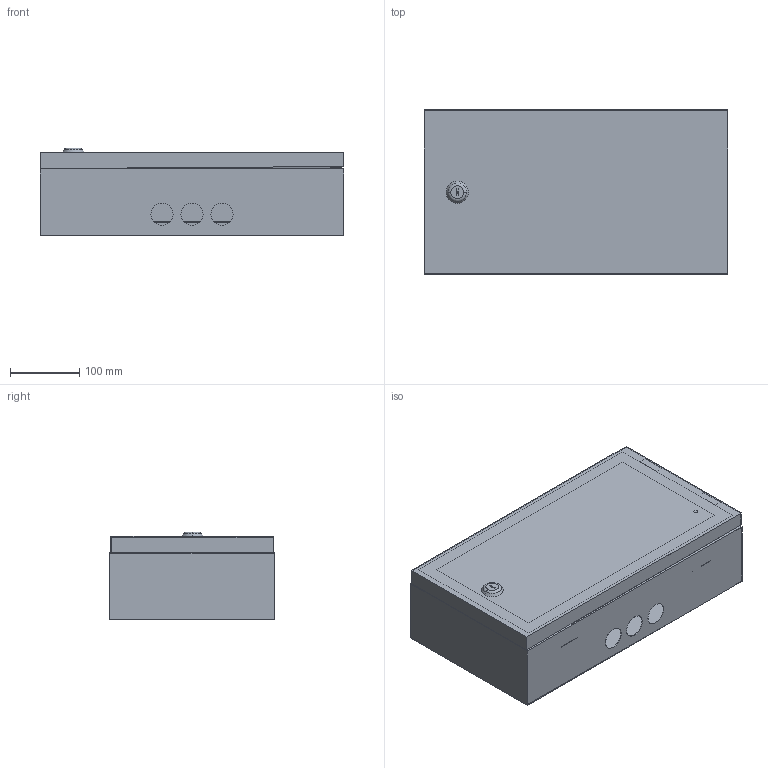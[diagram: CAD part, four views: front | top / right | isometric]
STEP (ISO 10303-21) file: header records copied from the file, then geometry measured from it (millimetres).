
FILE_DESCRIPTION (( 'STEP AP214' ), '1' );
FILE_NAME ('MKM14-N-18-54-Z-G.STEP', '2023-09-06T06:35:52', ( '' ), ( '' ), 'SwSTEP 2.0', 'SolidWorks 2022', '' );
FILE_SCHEMA (( 'AUTOMOTIVE_DESIGN' ));
Length unit declared in the file: millimetre
Products named in the file (4): MKM14-N-18-54-Z-G; Оболочка ЩРн-18 IP54; Дверь ЩРн-18 IP54; Панель лицевая ЩРн-18
Assembly tree (3 placements, depth 2):
  MKM14-N-18-54-Z-G
    Оболочка ЩРн-18 IP54
    Дверь ЩРн-18 IP54
    Панель лицевая ЩРн-18
Bounding box: 440 x 240 x 126.8 mm (x, y, z)
Volume: 635081.3 mm3; surface area: 1065409 mm2
Topology: 9 solids, 9 shells, 516 faces, 1264 edges, 796 vertices
Faces by surface type: plane 287, cylinder 169, cone 46, bspline 12, torus 2
Entity records: 16043 total; most frequent: CARTESIAN_POINT 3526, ORIENTED_EDGE 2528, DIRECTION 2493, EDGE_CURVE 1264, AXIS2_PLACEMENT_3D 875, VERTEX_POINT 796, VECTOR 743, LINE 743
